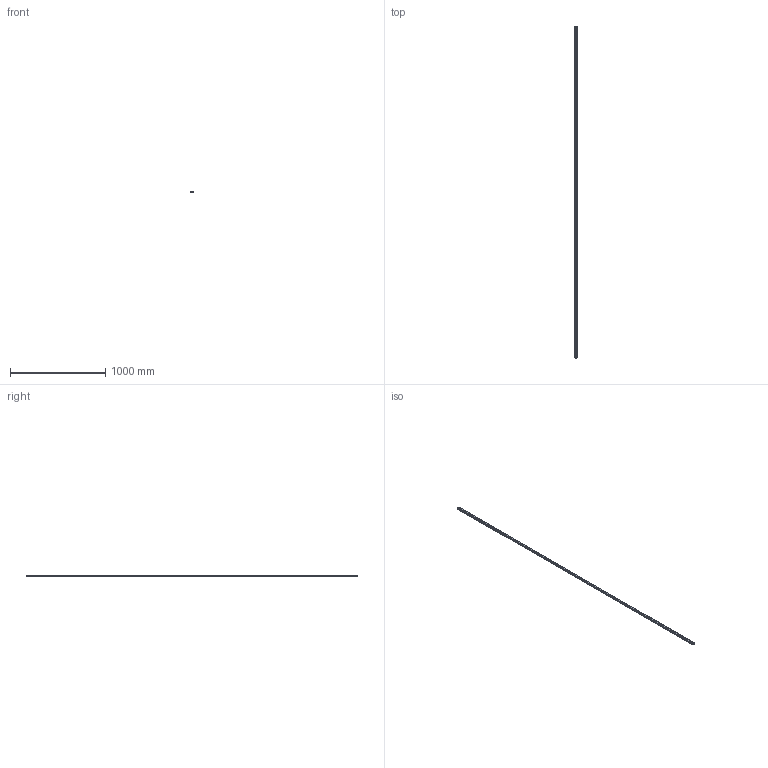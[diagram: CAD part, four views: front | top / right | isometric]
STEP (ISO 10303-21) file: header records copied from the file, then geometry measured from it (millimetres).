
FILE_DESCRIPTION(('STEP AP214'),'1');
FILE_NAME('cctmp_02E535B3-369A-4B1D-B0CE-D6853D634214_2021_02_10_08_56_31_0513..stp','2021-02-10T07:56:31',('HIWIN GmbH'),('CADClick - www.CADClick.com'),'Spatial InterOp 3D',' ','unknown authorization');
FILE_SCHEMA(('AUTOMOTIVE_DESIGN'));
Length unit declared in the file: millimetre
Products named in the file (1): EGR25R3490C_FILE
Bounding box: 23 x 3490 x 18 mm (x, y, z)
Volume: 1200531.6 mm3; surface area: 324076.5 mm2
Topology: 1 solids, 1 shells, 801 faces, 2037 edges, 1358 vertices
Faces by surface type: plane 433, cylinder 368
Entity records: 31263 total; most frequent: DIRECTION 4841, CARTESIAN_POINT 4197, ORIENTED_EDGE 4074, EDGE_CURVE 2037, AXIS2_PLACEMENT_3D 2002, VERTEX_POINT 1358, CIRCLE 968, EDGE_LOOP 921
